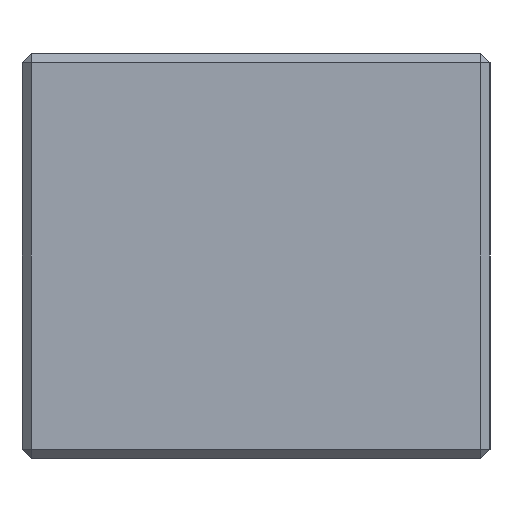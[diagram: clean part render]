
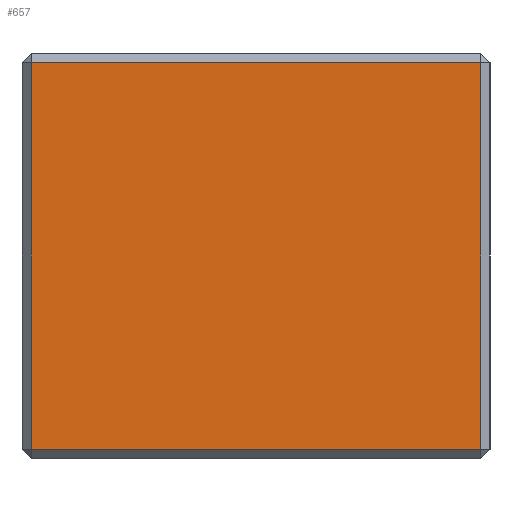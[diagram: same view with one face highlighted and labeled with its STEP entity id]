
A CAD part, left-side view. The second image highlights one B-rep face of the part: STEP entity #657.
In plain terms, the highlighted planar face has unit normal (-1, 0, 0).
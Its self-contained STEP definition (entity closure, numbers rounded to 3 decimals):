
#83=CARTESIAN_POINT('',(-32.5,9.7,0.3));
#84=VERTEX_POINT('',#83);
#139=CARTESIAN_POINT('',(-32.5,9.7,12.7));
#140=VERTEX_POINT('',#139);
#179=CARTESIAN_POINT('',(-32.5,-4.7,0.3));
#180=VERTEX_POINT('',#179);
#265=CARTESIAN_POINT('',(-32.5,-4.7,12.7));
#266=VERTEX_POINT('',#265);
#396=CARTESIAN_POINT('',(-32.5,-4.7,12.7));
#397=DIRECTION('',(0.0,0.0,-1.0));
#398=VECTOR('',#397,12.4);
#399=LINE('',#396,#398);
#400=EDGE_CURVE('',#266,#180,#399,.T.);
#418=CARTESIAN_POINT('',(-32.5,9.7,12.7));
#419=DIRECTION('',(0.0,-1.0,0.0));
#420=VECTOR('',#419,14.4);
#421=LINE('',#418,#420);
#422=EDGE_CURVE('',#140,#266,#421,.T.);
#528=CARTESIAN_POINT('',(-32.5,-4.7,0.3));
#529=DIRECTION('',(0.0,1.0,0.0));
#530=VECTOR('',#529,14.4);
#531=LINE('',#528,#530);
#532=EDGE_CURVE('',#180,#84,#531,.T.);
#557=CARTESIAN_POINT('',(-32.5,9.7,0.3));
#558=DIRECTION('',(0.0,0.0,1.0));
#559=VECTOR('',#558,12.4);
#560=LINE('',#557,#559);
#561=EDGE_CURVE('',#84,#140,#560,.T.);
#646=CARTESIAN_POINT('',(-32.5,-5.0,0.0));
#647=DIRECTION('',(-1.0,0.0,0.0));
#648=DIRECTION('',(0.0,0.0,1.0));
#649=AXIS2_PLACEMENT_3D('',#646,#647,#648);
#650=PLANE('',#649);
#651=ORIENTED_EDGE('',*,*,#400,.F.);
#652=ORIENTED_EDGE('',*,*,#422,.F.);
#653=ORIENTED_EDGE('',*,*,#561,.F.);
#654=ORIENTED_EDGE('',*,*,#532,.F.);
#655=EDGE_LOOP('',(#651,#652,#653,#654));
#656=FACE_OUTER_BOUND('',#655,.T.);
#657=ADVANCED_FACE('',(#656),#650,.T.);
